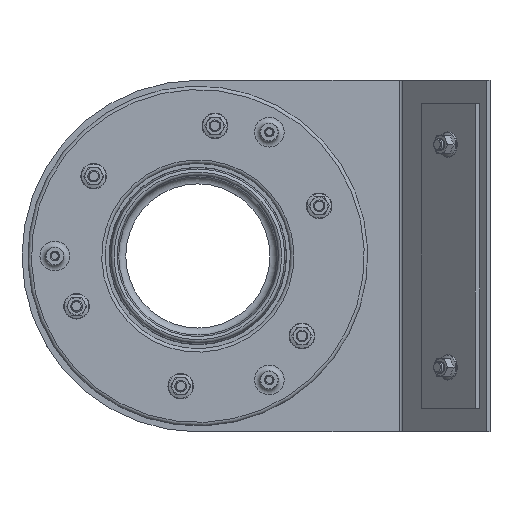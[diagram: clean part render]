
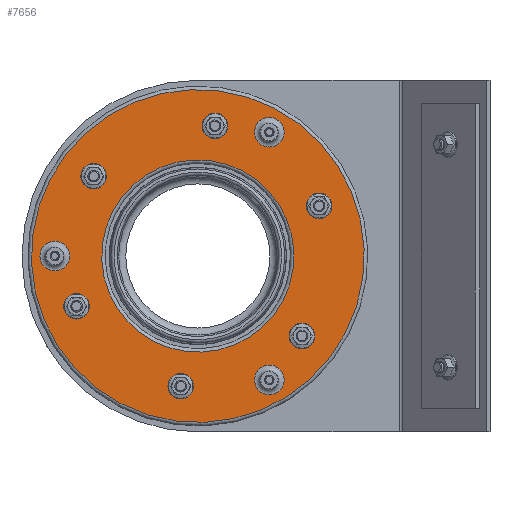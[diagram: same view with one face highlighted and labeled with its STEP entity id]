
A CAD part, top view. The second image highlights one B-rep face of the part: STEP entity #7656.
In plain terms, the highlighted planar face has unit normal (0, 0, 1).
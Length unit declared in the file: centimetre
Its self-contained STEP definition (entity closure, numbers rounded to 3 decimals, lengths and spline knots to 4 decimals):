
#593=FACE_BOUND('',#1604,.T.);
#594=FACE_BOUND('',#1605,.T.);
#595=FACE_BOUND('',#1606,.T.);
#596=FACE_BOUND('',#1607,.T.);
#597=FACE_BOUND('',#1608,.T.);
#598=FACE_BOUND('',#1609,.T.);
#599=FACE_BOUND('',#1610,.T.);
#600=FACE_BOUND('',#1611,.T.);
#601=FACE_BOUND('',#1612,.T.);
#602=FACE_BOUND('',#1613,.T.);
#700=PLANE('',#8478);
#1049=FACE_OUTER_BOUND('',#1603,.T.);
#1603=EDGE_LOOP('',(#6168));
#1604=EDGE_LOOP('',(#6169));
#1605=EDGE_LOOP('',(#6170));
#1606=EDGE_LOOP('',(#6171));
#1607=EDGE_LOOP('',(#6172));
#1608=EDGE_LOOP('',(#6173));
#1609=EDGE_LOOP('',(#6174));
#1610=EDGE_LOOP('',(#6175));
#1611=EDGE_LOOP('',(#6176));
#1612=EDGE_LOOP('',(#6177));
#1613=EDGE_LOOP('',(#6178));
#3032=CIRCLE('',#8476,12.6579);
#3034=CIRCLE('',#8479,142.);
#3035=CIRCLE('',#8480,12.6579);
#3036=CIRCLE('',#8481,82.);
#3037=CIRCLE('',#8482,8.);
#3038=CIRCLE('',#8483,8.);
#3039=CIRCLE('',#8484,8.);
#3040=CIRCLE('',#8485,8.);
#3041=CIRCLE('',#8486,8.);
#3042=CIRCLE('',#8487,8.);
#3043=CIRCLE('',#8488,12.6579);
#3621=VERTEX_POINT('',#12946);
#3622=VERTEX_POINT('',#12951);
#3623=VERTEX_POINT('',#12953);
#3624=VERTEX_POINT('',#12955);
#3625=VERTEX_POINT('',#12957);
#3626=VERTEX_POINT('',#12959);
#3627=VERTEX_POINT('',#12961);
#3628=VERTEX_POINT('',#12963);
#3629=VERTEX_POINT('',#12965);
#3630=VERTEX_POINT('',#12967);
#3631=VERTEX_POINT('',#12969);
#4509=EDGE_CURVE('',#3621,#3621,#3032,.T.);
#4511=EDGE_CURVE('',#3622,#3622,#3034,.T.);
#4512=EDGE_CURVE('',#3623,#3623,#3035,.T.);
#4513=EDGE_CURVE('',#3624,#3624,#3036,.T.);
#4514=EDGE_CURVE('',#3625,#3625,#3037,.T.);
#4515=EDGE_CURVE('',#3626,#3626,#3038,.T.);
#4516=EDGE_CURVE('',#3627,#3627,#3039,.T.);
#4517=EDGE_CURVE('',#3628,#3628,#3040,.T.);
#4518=EDGE_CURVE('',#3629,#3629,#3041,.T.);
#4519=EDGE_CURVE('',#3630,#3630,#3042,.T.);
#4520=EDGE_CURVE('',#3631,#3631,#3043,.T.);
#6168=ORIENTED_EDGE('',*,*,#4511,.F.);
#6169=ORIENTED_EDGE('',*,*,#4512,.F.);
#6170=ORIENTED_EDGE('',*,*,#4513,.T.);
#6171=ORIENTED_EDGE('',*,*,#4514,.T.);
#6172=ORIENTED_EDGE('',*,*,#4515,.T.);
#6173=ORIENTED_EDGE('',*,*,#4516,.T.);
#6174=ORIENTED_EDGE('',*,*,#4517,.T.);
#6175=ORIENTED_EDGE('',*,*,#4518,.T.);
#6176=ORIENTED_EDGE('',*,*,#4519,.T.);
#6177=ORIENTED_EDGE('',*,*,#4520,.F.);
#6178=ORIENTED_EDGE('',*,*,#4509,.F.);
#7656=ADVANCED_FACE('',(#1049,#593,#594,#595,#596,#597,#598,#599,#600,#601,
#602),#700,.T.);
#8476=AXIS2_PLACEMENT_3D('',#12948,#10347,#10348);
#8478=AXIS2_PLACEMENT_3D('',#12950,#10351,#10352);
#8479=AXIS2_PLACEMENT_3D('',#12952,#10353,#10354);
#8480=AXIS2_PLACEMENT_3D('',#12954,#10355,#10356);
#8481=AXIS2_PLACEMENT_3D('',#12956,#10357,#10358);
#8482=AXIS2_PLACEMENT_3D('',#12958,#10359,#10360);
#8483=AXIS2_PLACEMENT_3D('',#12960,#10361,#10362);
#8484=AXIS2_PLACEMENT_3D('',#12962,#10363,#10364);
#8485=AXIS2_PLACEMENT_3D('',#12964,#10365,#10366);
#8486=AXIS2_PLACEMENT_3D('',#12966,#10367,#10368);
#8487=AXIS2_PLACEMENT_3D('',#12968,#10369,#10370);
#8488=AXIS2_PLACEMENT_3D('',#12970,#10371,#10372);
#10347=DIRECTION('center_axis',(0.,0.,
1.));
#10348=DIRECTION('ref_axis',(-0.5,-0.866,0.));
#10351=DIRECTION('center_axis',(0.,0.,
1.));
#10352=DIRECTION('ref_axis',(-0.383,0.924,0.));
#10353=DIRECTION('center_axis',(0.,0.,
-1.));
#10354=DIRECTION('ref_axis',(0.924,0.383,0.));
#10355=DIRECTION('center_axis',(0.,0.,
1.));
#10356=DIRECTION('ref_axis',(1.,0.,0.));
#10357=DIRECTION('center_axis',(0.,0.,
-1.));
#10358=DIRECTION('ref_axis',(0.924,0.383,0.));
#10359=DIRECTION('center_axis',(0.,0.,
-1.));
#10360=DIRECTION('ref_axis',(0.924,0.383,0.));
#10361=DIRECTION('center_axis',(0.,0.,
-1.));
#10362=DIRECTION('ref_axis',(-0.131,-0.991,0.));
#10363=DIRECTION('center_axis',(0.,0.,
-1.));
#10364=DIRECTION('ref_axis',(-0.793,0.609,0.));
#10365=DIRECTION('center_axis',(0.,0.,
-1.));
#10366=DIRECTION('ref_axis',(0.131,0.991,0.));
#10367=DIRECTION('center_axis',(0.,0.,
-1.));
#10368=DIRECTION('ref_axis',(-0.924,-0.383,0.));
#10369=DIRECTION('center_axis',(0.,0.,
-1.));
#10370=DIRECTION('ref_axis',(0.793,-0.609,0.));
#10371=DIRECTION('center_axis',(0.,0.,
1.));
#10372=DIRECTION('ref_axis',(-0.5,0.866,0.));
#12946=CARTESIAN_POINT('',(433.5107,512.6393,440.8778));
#12948=CARTESIAN_POINT('Origin',(446.1686,512.6393,440.8778));
#12950=CARTESIAN_POINT('Origin',(488.6431,449.8448,440.8778));
#12951=CARTESIAN_POINT('',(330.8275,538.1751,440.8778));
#12952=CARTESIAN_POINT('Origin',(385.1686,406.9842,440.8778));
#12953=CARTESIAN_POINT('',(250.5107,406.9842,440.8778));
#12954=CARTESIAN_POINT('Origin',(263.1686,406.9842,440.8778));
#12955=CARTESIAN_POINT('',(353.7885,482.7424,440.8778));
#12956=CARTESIAN_POINT('Origin',(385.1686,406.9842,440.8778));
#12957=CARTESIAN_POINT('',(274.303,361.0622,440.8778));
#12958=CARTESIAN_POINT('Origin',(281.6941,364.1237,440.8778));
#12959=CARTESIAN_POINT('',(400.8317,525.9576,440.8778));
#12960=CARTESIAN_POINT('Origin',(399.7875,518.0261,440.8778));
#12961=CARTESIAN_POINT('',(480.371,333.9329,440.8778));
#12962=CARTESIAN_POINT('Origin',(474.0242,338.803,440.8778));
#12963=CARTESIAN_POINT('',(369.5054,288.0108,440.8778));
#12964=CARTESIAN_POINT('Origin',(370.5496,295.9424,440.8778));
#12965=CARTESIAN_POINT('',(496.0341,452.9062,440.8778));
#12966=CARTESIAN_POINT('Origin',(488.6431,449.8448,440.8778));
#12967=CARTESIAN_POINT('',(289.9662,480.0356,440.8778));
#12968=CARTESIAN_POINT('Origin',(296.313,475.1655,440.8778));
#12969=CARTESIAN_POINT('',(433.5107,301.3291,440.8778));
#12970=CARTESIAN_POINT('Origin',(446.1686,301.3291,440.8778));
